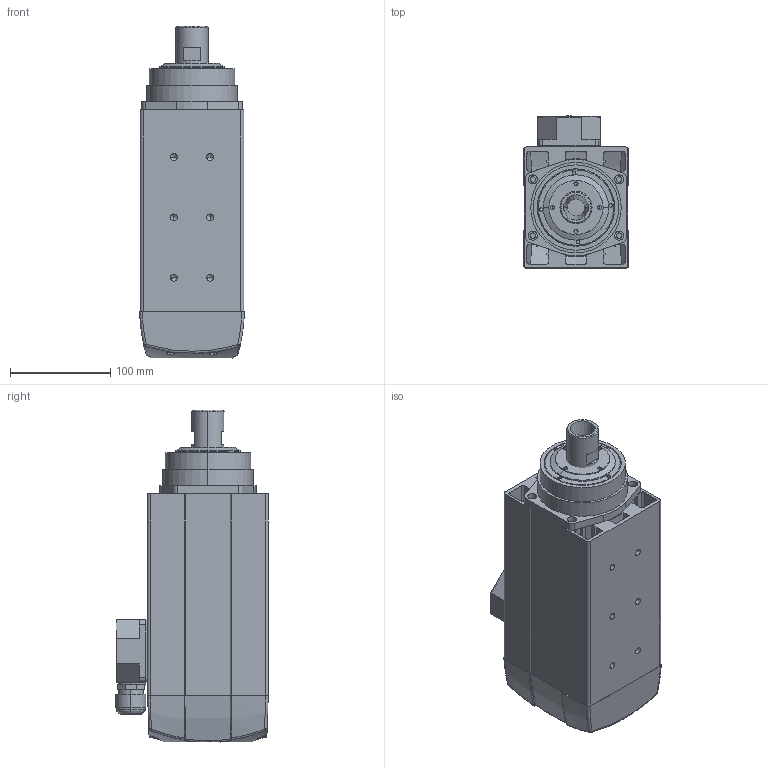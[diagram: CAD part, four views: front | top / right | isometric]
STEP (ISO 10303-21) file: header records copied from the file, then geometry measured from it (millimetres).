
FILE_DESCRIPTION (( 'STEP AP214' ), '1' );
FILE_NAME ('GDF60-18Z-4.5諉盄碟ER25.STEP', '2024-07-17T08:16:38', ( '00' ), ( '' ), 'SwSTEP 2.0', 'SolidWorks 2018', '' );
FILE_SCHEMA (( 'AUTOMOTIVE_DESIGN' ));
Length unit declared in the file: millimetre
Products named in the file (11): GDF60瑞欶; GDF46睿60籵蚚堤盄碟62x62; GDF60-18Z-6.0-07 粣芛; GDF60-18Z-4.5 儂褲; GDF46睿60籵蚚堤盄碟62x62-PG13; GDF60-18Z-6.0-01 躇猾裔-2; GDF60-18Z-6.0-03 傷裔; GDF60-18Z-6.0-02 ヶ裔; GDF60-18Z-4.5諉盄碟ER25; GDF46睿60籵蚚寡蝶菜62x62; 萇埭羲壽M18x1.5PG13.5AD18
Assembly tree (10 placements, depth 3):
  GDF60-18Z-4.5諉盄碟ER25
    GDF60-18Z-6.0-03 傷裔
    GDF60瑞欶
    GDF60-18Z-6.0-07 粣芛
    GDF60-18Z-6.0-02 ヶ裔
    GDF60-18Z-4.5 儂褲
    GDF60-18Z-6.0-01 躇猾裔-2
    GDF46睿60籵蚚堤盄碟62x62-PG13
      GDF46睿60籵蚚寡蝶菜62x62
      GDF46睿60籵蚚堤盄碟62x62
      萇埭羲壽M18x1.5PG13.5AD18
Bounding box: 104.49 x 151.86 x 330.5 mm (x, y, z)
Volume: 1241040.4 mm3; surface area: 409446.5 mm2
Topology: 9 solids, 9 shells, 509 faces, 1339 edges, 876 vertices
Faces by surface type: cylinder 219, plane 219, cone 34, bspline 29, torus 4, sphere 4
Entity records: 27444 total; most frequent: CARTESIAN_POINT 9181, ORIENTED_EDGE 2652, DIRECTION 2405, EDGE_CURVE 1326, AXIS2_PLACEMENT_3D 882, VERTEX_POINT 876, LINE 641, VECTOR 641
